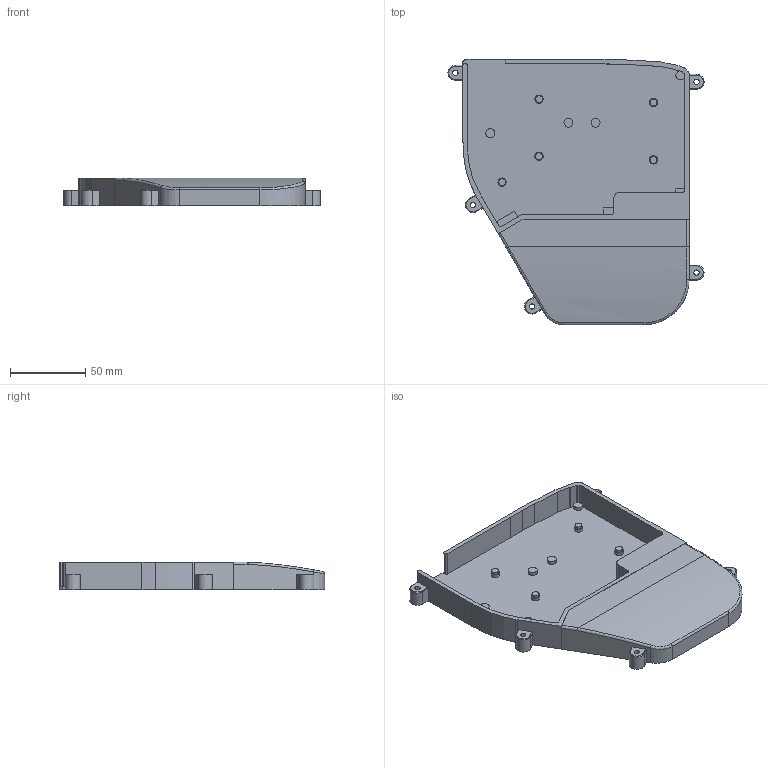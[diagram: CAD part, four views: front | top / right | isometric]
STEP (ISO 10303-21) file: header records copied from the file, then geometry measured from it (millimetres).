
FILE_DESCRIPTION(/* description */ (''),/* implementation_level */ '2;1');
FILE_NAME(/* name */ 'lily58_case_right.step',/* time_stamp */ '2022-06-30T00:24:20+01:00',/* author */ (''),/* organization */ (''),/* preprocessor_version */ 'ST-DEVELOPER v19',/* originating_system */ 'Autodesk Translation Framework v11.7.0.108',/* authorisation */ '');
FILE_SCHEMA (('AUTOMOTIVE_DESIGN { 1 0 10303 214 3 1 1 }'));
Length unit declared in the file: millimetre
Products named in the file (2): Lily58-Case-with-split-off-wrist-rest; External1
Assembly tree (1 placements, depth 2):
  Lily58-Case-with-split-off-wrist-rest
    External1
Bounding box: 170.52 x 176.59 x 18.5 mm (x, y, z)
Volume: 198219.4 mm3; surface area: 72058.8 mm2
Topology: 7 solids, 7 shells, 158 faces, 380 edges, 249 vertices
Faces by surface type: plane 90, cylinder 57, bspline 6, torus 5
Full cylindrical faces by diameter (mm): 3.5 x5, 4.6 x5, 5.5 x5, 6 x3
Entity records: 4955 total; most frequent: CARTESIAN_POINT 1128, DIRECTION 789, ORIENTED_EDGE 760, EDGE_CURVE 380, AXIS2_PLACEMENT_3D 272, VERTEX_POINT 249, LINE 245, VECTOR 245
